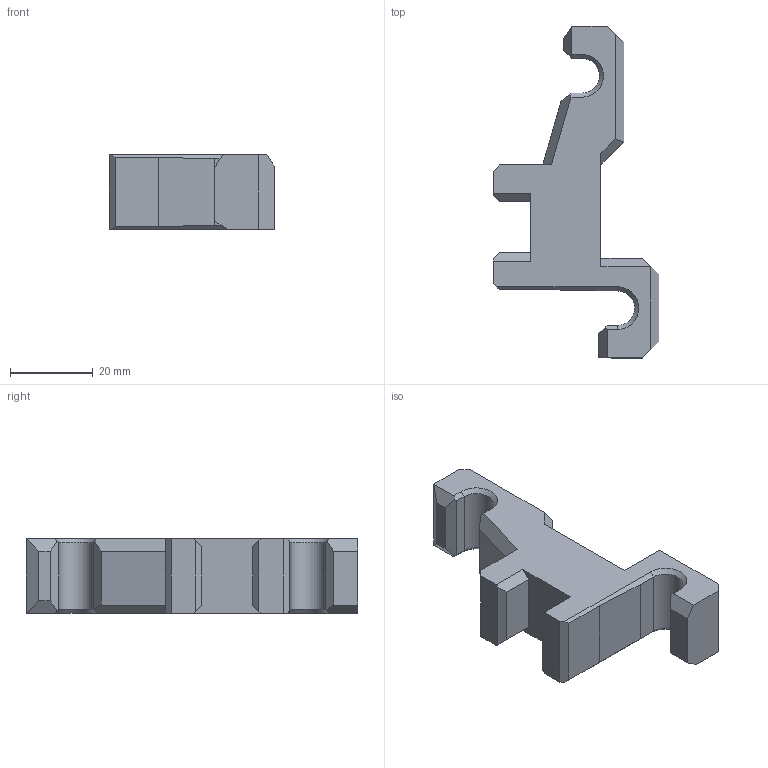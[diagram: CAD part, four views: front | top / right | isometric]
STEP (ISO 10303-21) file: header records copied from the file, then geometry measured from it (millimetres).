
FILE_DESCRIPTION(/* description */ (''),/* implementation_level */ '2;1');
FILE_NAME(/* name */ 'Leadscrew Alignment Jig v17.step',/* time_stamp */ '2021-10-22T20:59:36+01:00',/* author */ (''),/* organization */ (''),/* preprocessor_version */ 'ST-DEVELOPER v18.1',/* originating_system */ 'Autodesk Translation Framework v10.10.0.1391',/* authorisation */ '');
FILE_SCHEMA (('AUTOMOTIVE_DESIGN { 1 0 10303 214 3 1 1 }'));
Length unit declared in the file: millimetre
Products named in the file (1): Leadscrew Alignment Jig
Bounding box: 40 x 80 x 18 mm (x, y, z)
Volume: 24024.8 mm3; surface area: 7345.8 mm2
Topology: 1 solids, 1 shells, 65 faces, 177 edges, 114 vertices
Faces by surface type: plane 59, cone 4, cylinder 2
Entity records: 2043 total; most frequent: CARTESIAN_POINT 357, ORIENTED_EDGE 354, DIRECTION 317, EDGE_CURVE 177, LINE 169, VECTOR 169, VERTEX_POINT 114, AXIS2_PLACEMENT_3D 74
